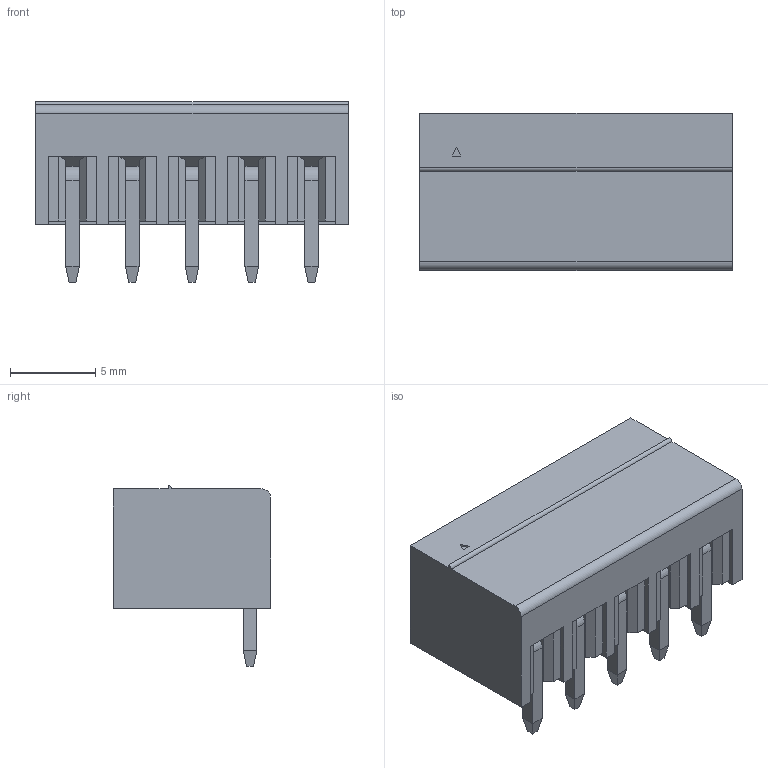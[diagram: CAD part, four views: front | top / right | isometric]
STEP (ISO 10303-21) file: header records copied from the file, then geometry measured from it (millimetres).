
FILE_DESCRIPTION (( 'STEP AP214' ), '1' );
FILE_NAME ('15EDGRC-3.5-05P-14-00AH.STEP', '2021-01-29T02:00:33', ( '' ), ( '' ), 'SwSTEP 2.0', 'SolidWorks 2020', '' );
FILE_SCHEMA (( 'AUTOMOTIVE_DESIGN' ));
Length unit declared in the file: millimetre
Products named in the file (1): 15EDGRC-3.5-05P-14-00AH
Bounding box: 18.3 x 9.2 x 10.6 mm (x, y, z)
Volume: 530.5 mm3; surface area: 1820.3 mm2
Topology: 1 solids, 6 shells, 682 faces, 1814 edges, 1186 vertices
Faces by surface type: plane 502, bspline 148, cylinder 17, torus 10, cone 5
Entity records: 32616 total; most frequent: CARTESIAN_POINT 12391, ORIENTED_EDGE 3628, DIRECTION 2657, EDGE_CURVE 1814, VECTOR 1449, LINE 1449, VERTEX_POINT 1186, EDGE_LOOP 724
